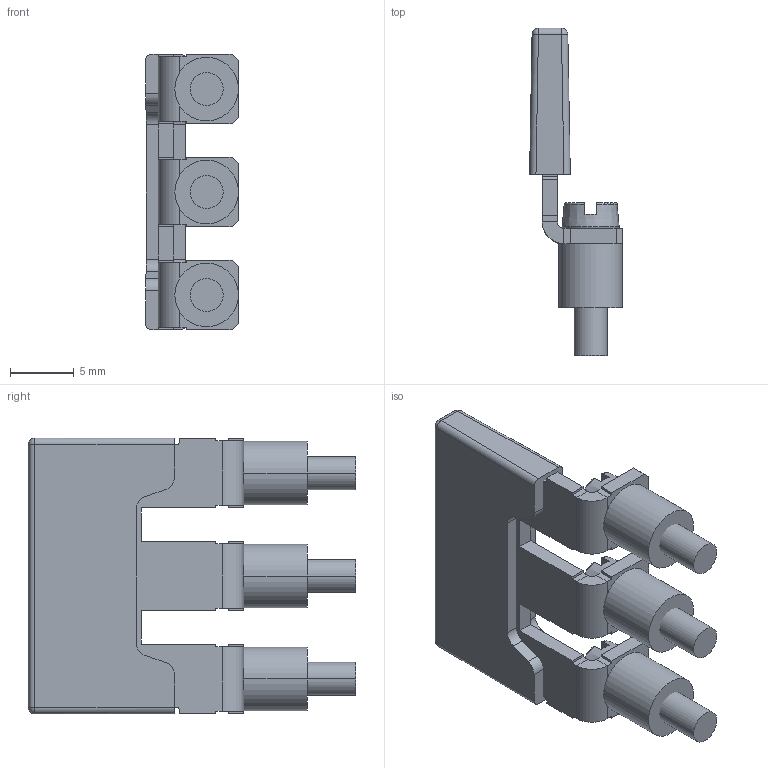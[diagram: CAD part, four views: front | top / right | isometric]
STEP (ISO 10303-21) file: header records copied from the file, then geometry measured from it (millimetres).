
FILE_DESCRIPTION((''),'2;1');
FILE_NAME('2751_2_QI_3_RK_6-10.stp','2020-07-07T',('Christian Carl'),(''),'CREO PARAMETRIC BY PTC INC, 2016380','CREO PARAMETRIC BY PTC INC, 2016380','');
FILE_SCHEMA(('CONFIG_CONTROL_DESIGN'));
Length unit declared in the file: millimetre
Products named in the file (5): QS3; QI100_3_ISO; VH50QI; BS10X3; 2751_2_QI_3_RK_6-10
Assembly tree (8 placements, depth 2):
  2751_2_QI_3_RK_6-10
    QS3
    QI100_3_ISO
    VH50QI  x3
    BS10X3  x3
Bounding box: 7.3 x 25.75 x 21.7 mm (x, y, z)
Volume: 1602.5 mm3; surface area: 2305.1 mm2
Topology: 8 solids, 8 shells, 183 faces, 444 edges, 280 vertices
Faces by surface type: plane 123, cylinder 32, torus 18, cone 6, sphere 4
Entity records: 4619 total; most frequent: CARTESIAN_POINT 856, ORIENTED_EDGE 712, DIRECTION 698, EDGE_CURVE 356, VECTOR 282, LINE 282, VERTEX_POINT 224, AXIS2_PLACEMENT_3D 208
